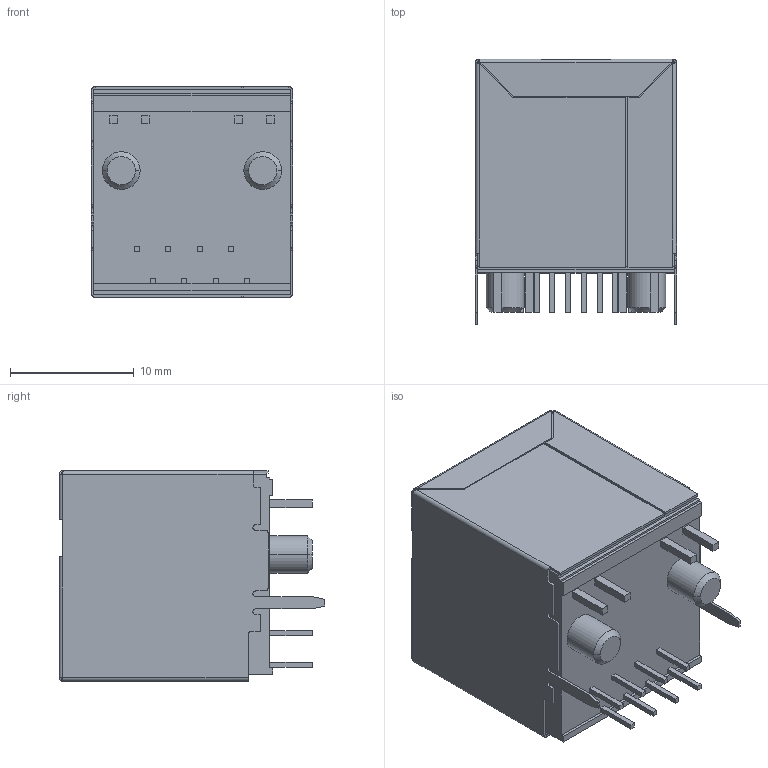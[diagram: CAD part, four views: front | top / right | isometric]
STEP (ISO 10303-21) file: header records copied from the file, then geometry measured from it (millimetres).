
FILE_DESCRIPTION (( 'STEP AP214' ), '1' );
FILE_NAME ('SI-46001-F.STEP', '2024-08-09T16:25:10', ( '' ), ( '' ), 'SwSTEP 2.0', 'SolidWorks 2021', '' );
FILE_SCHEMA (( 'AUTOMOTIVE_DESIGN' ));
Length unit declared in the file: millimetre
Products named in the file (1): SI-46001-F
Bounding box: 16.26 x 21.46 x 17.02 mm (x, y, z)
Volume: 3624.7 mm3; surface area: 4642.7 mm2
Topology: 16 solids, 16 shells, 328 faces, 804 edges, 504 vertices
Faces by surface type: plane 228, cylinder 72, bspline 24, cone 4
Entity records: 10069 total; most frequent: CARTESIAN_POINT 2257, ORIENTED_EDGE 1600, DIRECTION 1498, EDGE_CURVE 800, LINE 632, VECTOR 632, VERTEX_POINT 504, AXIS2_PLACEMENT_3D 433
